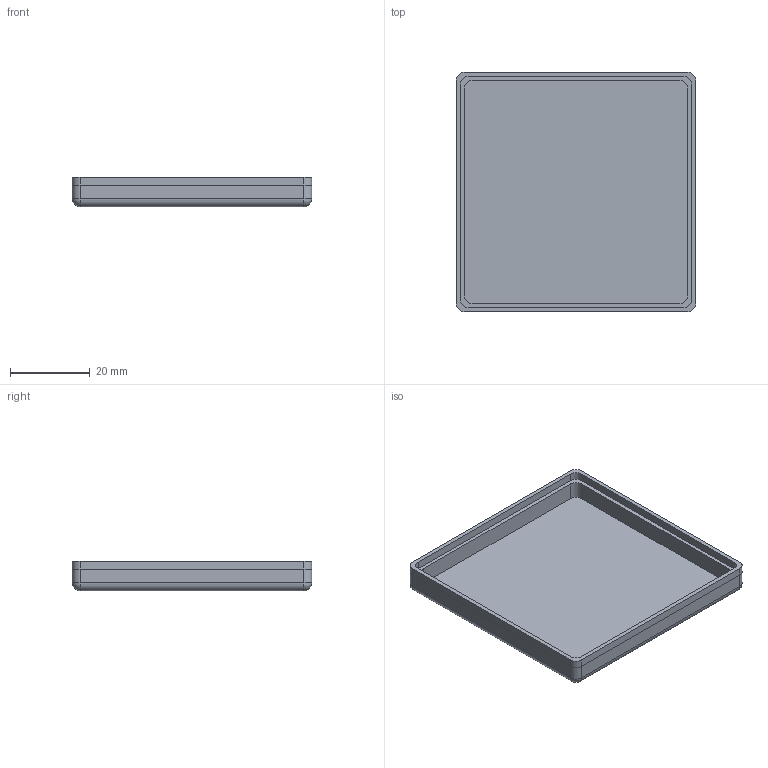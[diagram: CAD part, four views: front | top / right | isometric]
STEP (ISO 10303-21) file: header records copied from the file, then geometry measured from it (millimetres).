
FILE_DESCRIPTION(('FreeCAD Model'),'2;1');
FILE_NAME('bottom.step','2016-07-21T22:04:45',('Author'),(''), 'Open CASCADE STEP processor 6.8','FreeCAD','Unknown');
FILE_SCHEMA(('AUTOMOTIVE_DESIGN_CC2 { 1 2 10303 214 -1 1 5 4 }'));
Length unit declared in the file: millimetre
Products named in the file (2): ASSEMBLY; Fillet004
Assembly tree (1 placements, depth 2):
  ASSEMBLY
    Fillet004
Bounding box: 60 x 60 x 7.5 mm (x, y, z)
Volume: 5978.8 mm3; surface area: 10211.4 mm2
Topology: 1 solids, 1 shells, 48 faces, 108 edges, 60 vertices
Faces by surface type: plane 24, cylinder 20, sphere 4
Entity records: 2710 total; most frequent: CARTESIAN_POINT 540, DIRECTION 419, LINE 228, VECTOR 228, ORIENTED_EDGE 208, PCURVE 208, DEFINITIONAL_REPRESENTATION 208, EDGE_CURVE 104
